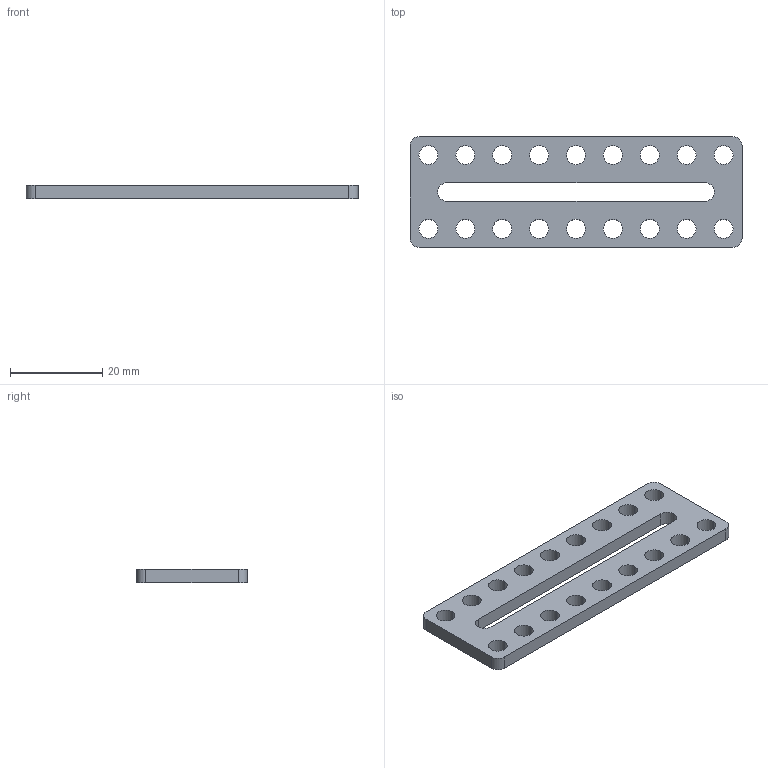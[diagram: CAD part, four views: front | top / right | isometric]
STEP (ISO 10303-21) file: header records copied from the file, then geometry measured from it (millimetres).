
FILE_DESCRIPTION (( 'STEP AP214' ), '1' );
FILE_NAME ('Plate I1蟀諉え.step', '2016-10-28T04:09:40', ( 'dell' ), ( '' ), 'SwSTEP 2.0', 'SolidWorks 2013', '' );
FILE_SCHEMA (( 'AUTOMOTIVE_DESIGN' ));
Length unit declared in the file: millimetre
Products named in the file (1): Plate I1蟀諉え
Bounding box: 72 x 24 x 3 mm (x, y, z)
Volume: 3751.1 mm3; surface area: 4135.7 mm2
Topology: 1 solids, 1 shells, 51 faces, 147 edges, 98 vertices
Faces by surface type: cylinder 43, plane 8
Entity records: 1837 total; most frequent: DIRECTION 337, CARTESIAN_POINT 297, ORIENTED_EDGE 294, EDGE_CURVE 147, AXIS2_PLACEMENT_3D 138, VERTEX_POINT 98, EDGE_LOOP 89, CIRCLE 86
